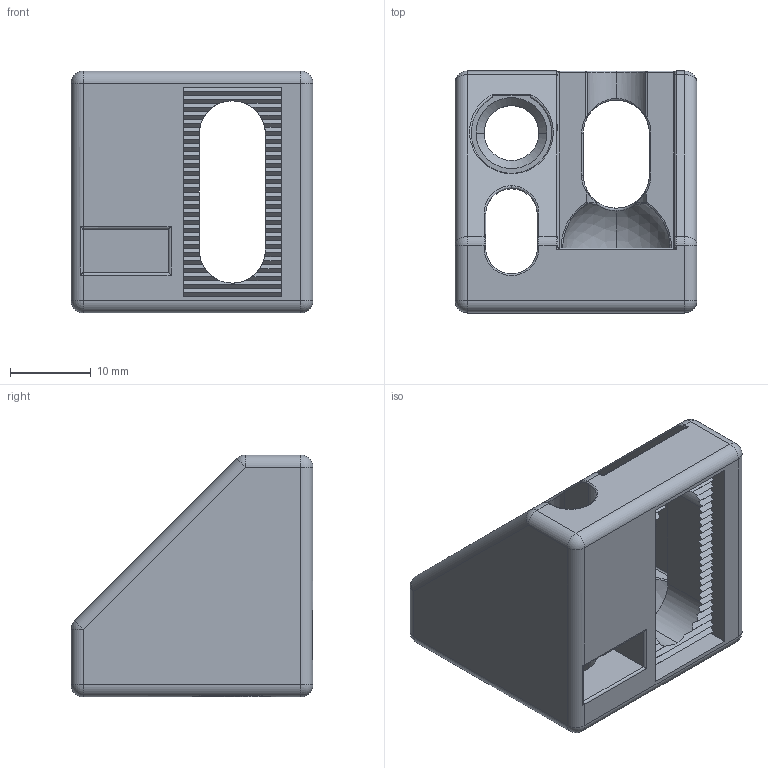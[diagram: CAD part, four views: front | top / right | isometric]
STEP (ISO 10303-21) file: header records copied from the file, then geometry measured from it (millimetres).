
FILE_DESCRIPTION(('STEP AP203'),'1');
FILE_NAME('fath_094z40s0840.stp','2021-11-23T12:52:07',('TraceParts'),('TraceParts S.A.'),'Spatial InterOp 3D',' ',' ');
FILE_SCHEMA(('CONFIG_CONTROL_DESIGN'));
Length unit declared in the file: millimetre
Products named in the file (1): 1
Bounding box: 30 x 30 x 30 mm (x, y, z)
Volume: 9863.5 mm3; surface area: 6659.9 mm2
Topology: 1 solids, 1 shells, 258 faces, 695 edges, 423 vertices
Faces by surface type: plane 135, cylinder 68, sphere 20, torus 17, bspline 14, cone 4
Entity records: 8421 total; most frequent: CARTESIAN_POINT 2182, ORIENTED_EDGE 1362, DIRECTION 1240, EDGE_CURVE 681, LINE 430, VECTOR 430, VERTEX_POINT 423, AXIS2_PLACEMENT_3D 405
